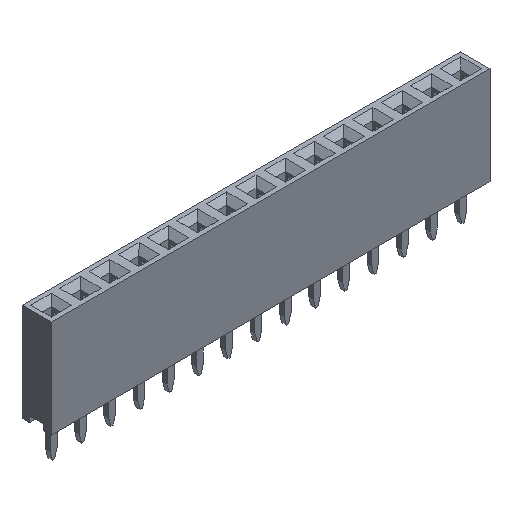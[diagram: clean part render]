
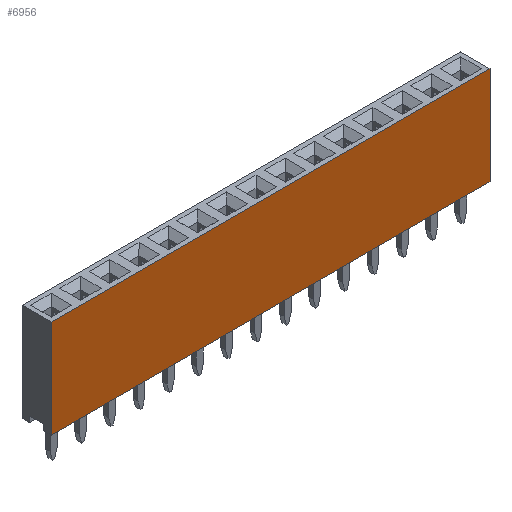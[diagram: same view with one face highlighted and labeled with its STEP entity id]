
A CAD part, isometric view. The second image highlights one B-rep face of the part: STEP entity #6956.
In plain terms, the highlighted planar face has unit normal (0, -1, 0).
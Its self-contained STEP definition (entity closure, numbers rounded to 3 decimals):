
#6956=ADVANCED_FACE('',(#12862),#12864,.T.);
#12862=FACE_BOUND('',#12863,.T.);
#12863=EDGE_LOOP('',(#17457,#17458,#17459,#17460));
#12864=PLANE('',#12865);
#12865=AXIS2_PLACEMENT_3D('',#12866,#12867,#12868);
#12866=CARTESIAN_POINT('',(-1.27,-1.27,0.));
#12867=DIRECTION('',(0.,-1.,0.));
#12868=DIRECTION('',(1.,0.,0.));
#17457=ORIENTED_EDGE('',*,*,#19855,.T.);
#17458=ORIENTED_EDGE('',*,*,#19678,.T.);
#17459=ORIENTED_EDGE('',*,*,#19823,.F.);
#17460=ORIENTED_EDGE('',*,*,#19667,.F.);
#19667=EDGE_CURVE('',#23211,#23213,#23214,.T.);
#19678=EDGE_CURVE('',#23233,#23231,#23234,.T.);
#19823=EDGE_CURVE('',#23213,#23231,#23403,.T.);
#19855=EDGE_CURVE('',#23211,#23233,#23439,.T.);
#23211=VERTEX_POINT('',#30993);
#23213=VERTEX_POINT('',#30997);
#23214=LINE('',#30998,#30999);
#23231=VERTEX_POINT('',#31035);
#23233=VERTEX_POINT('',#31039);
#23234=LINE('',#31040,#31041);
#23403=LINE('',#31503,#31504);
#23439=LINE('',#31603,#31604);
#30993=CARTESIAN_POINT('',(-1.27,-1.27,0.));
#30997=CARTESIAN_POINT('',(-1.27,-1.27,8.5));
#30998=CARTESIAN_POINT('',(-1.27,-1.27,0.));
#30999=VECTOR('',#31000,1.);
#31000=DIRECTION('',(0.,0.,1.));
#31035=CARTESIAN_POINT('',(36.83,-1.27,8.5));
#31039=CARTESIAN_POINT('',(36.83,-1.27,0.));
#31040=CARTESIAN_POINT('',(36.83,-1.27,0.));
#31041=VECTOR('',#31042,1.);
#31042=DIRECTION('',(0.,0.,1.));
#31503=CARTESIAN_POINT('',(-1.27,-1.27,8.5));
#31504=VECTOR('',#31505,1.);
#31505=DIRECTION('',(1.,0.,0.));
#31603=CARTESIAN_POINT('',(-1.27,-1.27,0.));
#31604=VECTOR('',#31605,1.);
#31605=DIRECTION('',(1.,0.,0.));
